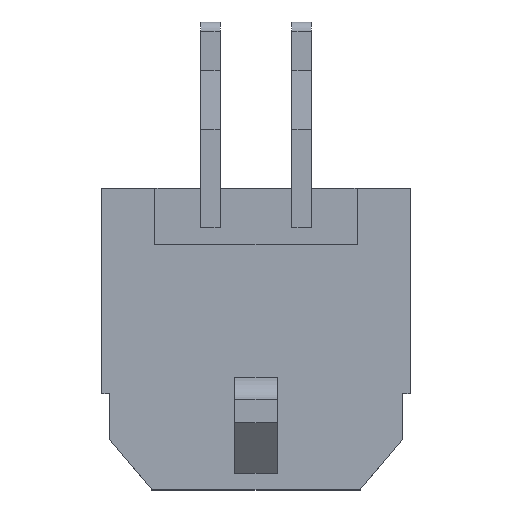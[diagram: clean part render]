
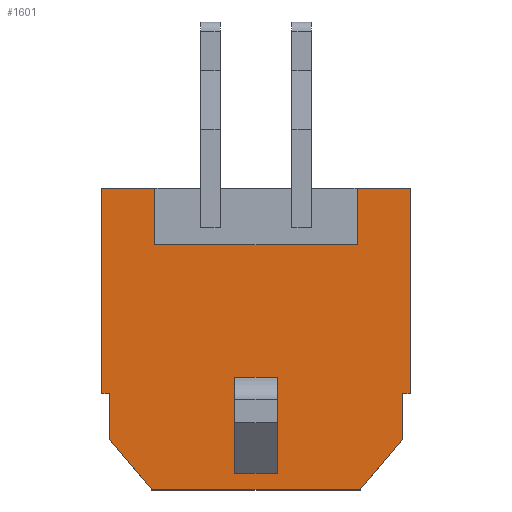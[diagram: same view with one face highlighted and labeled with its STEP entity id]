
A CAD part, top view. The second image highlights one B-rep face of the part: STEP entity #1601.
In plain terms, the highlighted planar face has unit normal (0, 0, 1).
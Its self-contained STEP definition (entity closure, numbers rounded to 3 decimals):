
#1075 = VERTEX_POINT('',#1076);
#1076 = CARTESIAN_POINT('',(5.075,5.26,7.37));
#1082 = EDGE_CURVE('',#1075,#1083,#1085,.T.);
#1083 = VERTEX_POINT('',#1084);
#1084 = CARTESIAN_POINT('',(3.325,5.26,7.37));
#1085 = LINE('',#1086,#1087);
#1086 = CARTESIAN_POINT('',(5.075,5.26,7.37));
#1087 = VECTOR('',#1088,1.);
#1088 = DIRECTION('',(-1.,0.,0.));
#1148 = VERTEX_POINT('',#1149);
#1149 = CARTESIAN_POINT('',(-3.325,5.26,7.37));
#1155 = EDGE_CURVE('',#1148,#1156,#1158,.T.);
#1156 = VERTEX_POINT('',#1157);
#1157 = CARTESIAN_POINT('',(-5.075,5.26,7.37));
#1158 = LINE('',#1159,#1160);
#1159 = CARTESIAN_POINT('',(-3.325,5.26,7.37));
#1160 = VECTOR('',#1161,1.);
#1161 = DIRECTION('',(-1.,0.,0.));
#1243 = VERTEX_POINT('',#1244);
#1244 = CARTESIAN_POINT('',(5.075,-1.48,7.37));
#1250 = EDGE_CURVE('',#1075,#1243,#1251,.T.);
#1251 = LINE('',#1252,#1253);
#1252 = CARTESIAN_POINT('',(5.075,5.26,7.37));
#1253 = VECTOR('',#1254,1.);
#1254 = DIRECTION('',(0.,-1.,0.));
#1402 = VERTEX_POINT('',#1403);
#1403 = CARTESIAN_POINT('',(4.825,-3.,7.37));
#1409 = EDGE_CURVE('',#1410,#1402,#1412,.T.);
#1410 = VERTEX_POINT('',#1411);
#1411 = CARTESIAN_POINT('',(4.825,-1.48,7.37));
#1412 = LINE('',#1413,#1414);
#1413 = CARTESIAN_POINT('',(4.825,-1.48,7.37));
#1414 = VECTOR('',#1415,1.);
#1415 = DIRECTION('',(0.,-1.,0.));
#1566 = EDGE_CURVE('',#1410,#1243,#1567,.T.);
#1567 = LINE('',#1568,#1569);
#1568 = CARTESIAN_POINT('',(4.825,-1.48,7.37));
#1569 = VECTOR('',#1570,1.);
#1570 = DIRECTION('',(1.,0.,0.));
#1601 = ADVANCED_FACE('',(#1602,#1677),#1711,.T.);
#1602 = FACE_BOUND('',#1603,.F.);
#1603 = EDGE_LOOP('',(#1604,#1612,#1620,#1626,#1627,#1628,#1629,#1630,
    #1638,#1646,#1654,#1662,#1670,#1676));
#1604 = ORIENTED_EDGE('',*,*,#1605,.T.);
#1605 = EDGE_CURVE('',#1148,#1606,#1608,.T.);
#1606 = VERTEX_POINT('',#1607);
#1607 = CARTESIAN_POINT('',(-3.325,3.41,7.37));
#1608 = LINE('',#1609,#1610);
#1609 = CARTESIAN_POINT('',(-3.325,5.26,7.37));
#1610 = VECTOR('',#1611,1.);
#1611 = DIRECTION('',(0.,-1.,0.));
#1612 = ORIENTED_EDGE('',*,*,#1613,.T.);
#1613 = EDGE_CURVE('',#1606,#1614,#1616,.T.);
#1614 = VERTEX_POINT('',#1615);
#1615 = CARTESIAN_POINT('',(3.325,3.41,7.37));
#1616 = LINE('',#1617,#1618);
#1617 = CARTESIAN_POINT('',(-3.325,3.41,7.37));
#1618 = VECTOR('',#1619,1.);
#1619 = DIRECTION('',(1.,0.,0.));
#1620 = ORIENTED_EDGE('',*,*,#1621,.F.);
#1621 = EDGE_CURVE('',#1083,#1614,#1622,.T.);
#1622 = LINE('',#1623,#1624);
#1623 = CARTESIAN_POINT('',(3.325,5.26,7.37));
#1624 = VECTOR('',#1625,1.);
#1625 = DIRECTION('',(0.,-1.,0.));
#1626 = ORIENTED_EDGE('',*,*,#1082,.F.);
#1627 = ORIENTED_EDGE('',*,*,#1250,.T.);
#1628 = ORIENTED_EDGE('',*,*,#1566,.F.);
#1629 = ORIENTED_EDGE('',*,*,#1409,.T.);
#1630 = ORIENTED_EDGE('',*,*,#1631,.T.);
#1631 = EDGE_CURVE('',#1402,#1632,#1634,.T.);
#1632 = VERTEX_POINT('',#1633);
#1633 = CARTESIAN_POINT('',(3.425,-4.65,7.37));
#1634 = LINE('',#1635,#1636);
#1635 = CARTESIAN_POINT('',(4.825,-3.,7.37));
#1636 = VECTOR('',#1637,1.);
#1637 = DIRECTION('',(-0.647,-0.763,
    0.));
#1638 = ORIENTED_EDGE('',*,*,#1639,.F.);
#1639 = EDGE_CURVE('',#1640,#1632,#1642,.T.);
#1640 = VERTEX_POINT('',#1641);
#1641 = CARTESIAN_POINT('',(-3.425,-4.65,7.37));
#1642 = LINE('',#1643,#1644);
#1643 = CARTESIAN_POINT('',(-3.425,-4.65,7.37));
#1644 = VECTOR('',#1645,1.);
#1645 = DIRECTION('',(1.,0.,0.));
#1646 = ORIENTED_EDGE('',*,*,#1647,.T.);
#1647 = EDGE_CURVE('',#1640,#1648,#1650,.T.);
#1648 = VERTEX_POINT('',#1649);
#1649 = CARTESIAN_POINT('',(-4.825,-3.,7.37));
#1650 = LINE('',#1651,#1652);
#1651 = CARTESIAN_POINT('',(-3.425,-4.65,7.37));
#1652 = VECTOR('',#1653,1.);
#1653 = DIRECTION('',(-0.647,0.763,0.
    ));
#1654 = ORIENTED_EDGE('',*,*,#1655,.F.);
#1655 = EDGE_CURVE('',#1656,#1648,#1658,.T.);
#1656 = VERTEX_POINT('',#1657);
#1657 = CARTESIAN_POINT('',(-4.825,-1.48,7.37));
#1658 = LINE('',#1659,#1660);
#1659 = CARTESIAN_POINT('',(-4.825,-1.48,7.37));
#1660 = VECTOR('',#1661,1.);
#1661 = DIRECTION('',(0.,-1.,0.));
#1662 = ORIENTED_EDGE('',*,*,#1663,.T.);
#1663 = EDGE_CURVE('',#1656,#1664,#1666,.T.);
#1664 = VERTEX_POINT('',#1665);
#1665 = CARTESIAN_POINT('',(-5.075,-1.48,7.37));
#1666 = LINE('',#1667,#1668);
#1667 = CARTESIAN_POINT('',(-4.825,-1.48,7.37));
#1668 = VECTOR('',#1669,1.);
#1669 = DIRECTION('',(-1.,0.,0.));
#1670 = ORIENTED_EDGE('',*,*,#1671,.T.);
#1671 = EDGE_CURVE('',#1664,#1156,#1672,.T.);
#1672 = LINE('',#1673,#1674);
#1673 = CARTESIAN_POINT('',(-5.075,-1.48,7.37));
#1674 = VECTOR('',#1675,1.);
#1675 = DIRECTION('',(0.,1.,0.));
#1676 = ORIENTED_EDGE('',*,*,#1155,.F.);
#1677 = FACE_BOUND('',#1678,.F.);
#1678 = EDGE_LOOP('',(#1679,#1689,#1697,#1705));
#1679 = ORIENTED_EDGE('',*,*,#1680,.F.);
#1680 = EDGE_CURVE('',#1681,#1683,#1685,.T.);
#1681 = VERTEX_POINT('',#1682);
#1682 = CARTESIAN_POINT('',(-0.7,-4.11,7.37));
#1683 = VERTEX_POINT('',#1684);
#1684 = CARTESIAN_POINT('',(-0.7,-0.95,7.37));
#1685 = LINE('',#1686,#1687);
#1686 = CARTESIAN_POINT('',(-0.7,-4.11,7.37));
#1687 = VECTOR('',#1688,1.);
#1688 = DIRECTION('',(0.,1.,0.));
#1689 = ORIENTED_EDGE('',*,*,#1690,.T.);
#1690 = EDGE_CURVE('',#1681,#1691,#1693,.T.);
#1691 = VERTEX_POINT('',#1692);
#1692 = CARTESIAN_POINT('',(0.7,-4.11,7.37));
#1693 = LINE('',#1694,#1695);
#1694 = CARTESIAN_POINT('',(-0.7,-4.11,7.37));
#1695 = VECTOR('',#1696,1.);
#1696 = DIRECTION('',(1.,0.,0.));
#1697 = ORIENTED_EDGE('',*,*,#1698,.T.);
#1698 = EDGE_CURVE('',#1691,#1699,#1701,.T.);
#1699 = VERTEX_POINT('',#1700);
#1700 = CARTESIAN_POINT('',(0.7,-0.95,7.37));
#1701 = LINE('',#1702,#1703);
#1702 = CARTESIAN_POINT('',(0.7,-4.11,7.37));
#1703 = VECTOR('',#1704,1.);
#1704 = DIRECTION('',(0.,1.,0.));
#1705 = ORIENTED_EDGE('',*,*,#1706,.F.);
#1706 = EDGE_CURVE('',#1683,#1699,#1707,.T.);
#1707 = LINE('',#1708,#1709);
#1708 = CARTESIAN_POINT('',(-0.7,-0.95,7.37));
#1709 = VECTOR('',#1710,1.);
#1710 = DIRECTION('',(1.,0.,0.));
#1711 = PLANE('',#1712);
#1712 = AXIS2_PLACEMENT_3D('',#1713,#1714,#1715);
#1713 = CARTESIAN_POINT('',(-4.825,5.26,7.37));
#1714 = DIRECTION('',(0.,0.,1.));
#1715 = DIRECTION('',(0.,-1.,0.));
